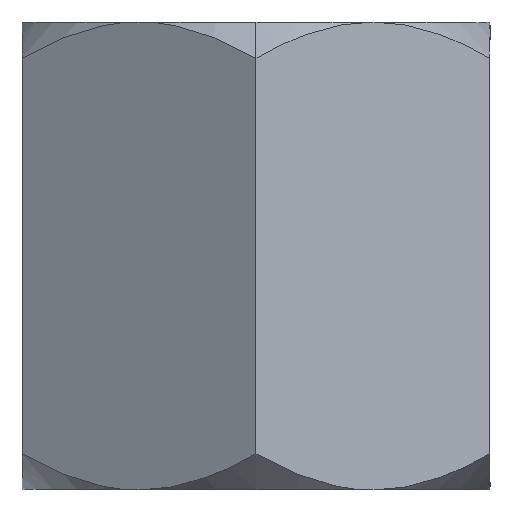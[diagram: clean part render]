
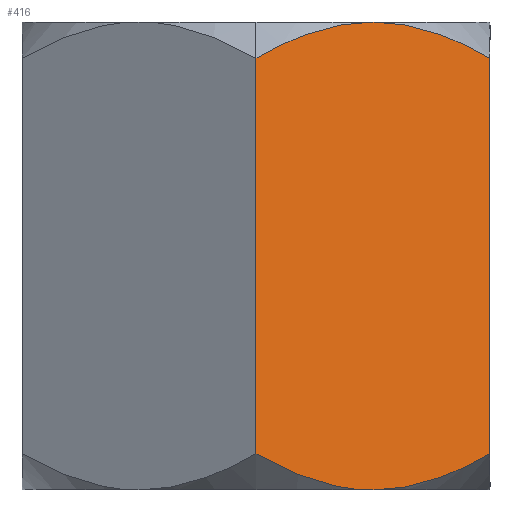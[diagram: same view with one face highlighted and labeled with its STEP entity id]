
A CAD part, left-side view. The second image highlights one B-rep face of the part: STEP entity #416.
In plain terms, the highlighted planar face has unit normal (-0.866, -0.5, 0).
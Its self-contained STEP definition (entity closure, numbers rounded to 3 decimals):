
#76=VECTOR('',#674,1.);
#77=VECTOR('',#676,1.);
#87=LINE('',#548,#76);
#88=LINE('',#562,#77);
#99=PLANE('',#449);
#127=VERTEX_POINT('',#486);
#128=VERTEX_POINT('',#488);
#141=VERTEX_POINT('',#546);
#143=VERTEX_POINT('',#549);
#144=VERTEX_POINT('',#560);
#145=VERTEX_POINT('',#561);
#161=(
BOUNDED_CURVE()
B_SPLINE_CURVE(2,(#489,#490,#491),.UNSPECIFIED.,.F.,.U.)
B_SPLINE_CURVE_WITH_KNOTS((3,3),(1.758,3.303),
 .UNSPECIFIED.)
CURVE()
GEOMETRIC_REPRESENTATION_ITEM()
RATIONAL_B_SPLINE_CURVE((1.103,1.103,1.023))
REPRESENTATION_ITEM('')
);
#173=(
BOUNDED_CURVE()
B_SPLINE_CURVE(2,(#557,#558,#559),.UNSPECIFIED.,.F.,.U.)
B_SPLINE_CURVE_WITH_KNOTS((3,3),(1.758,3.303),
 .UNSPECIFIED.)
CURVE()
GEOMETRIC_REPRESENTATION_ITEM()
RATIONAL_B_SPLINE_CURVE((1.103,1.103,1.023))
REPRESENTATION_ITEM('')
);
#174=(
BOUNDED_CURVE()
B_SPLINE_CURVE(2,(#563,#564,#565),.UNSPECIFIED.,.F.,.U.)
B_SPLINE_CURVE_WITH_KNOTS((3,3),(1.758,3.303),
 .UNSPECIFIED.)
CURVE()
GEOMETRIC_REPRESENTATION_ITEM()
RATIONAL_B_SPLINE_CURVE((1.103,1.103,1.023))
REPRESENTATION_ITEM('')
);
#175=(
BOUNDED_CURVE()
B_SPLINE_CURVE(2,(#566,#567,#568),.UNSPECIFIED.,.F.,.U.)
B_SPLINE_CURVE_WITH_KNOTS((3,3),(0.214,1.758),
 .UNSPECIFIED.)
CURVE()
GEOMETRIC_REPRESENTATION_ITEM()
RATIONAL_B_SPLINE_CURVE((1.023,1.103,1.103))
REPRESENTATION_ITEM('')
);
#186=EDGE_CURVE('',#127,#128,#161,.F.);
#205=EDGE_CURVE('',#143,#141,#87,.F.);
#208=EDGE_CURVE('',#144,#145,#173,.F.);
#209=EDGE_CURVE('',#127,#144,#88,.F.);
#210=EDGE_CURVE('',#128,#143,#174,.T.);
#211=EDGE_CURVE('',#145,#141,#175,.F.);
#273=ORIENTED_EDGE('',*,*,#208,.F.);
#274=ORIENTED_EDGE('',*,*,#209,.F.);
#275=ORIENTED_EDGE('',*,*,#186,.T.);
#276=ORIENTED_EDGE('',*,*,#210,.T.);
#277=ORIENTED_EDGE('',*,*,#205,.T.);
#278=ORIENTED_EDGE('',*,*,#211,.F.);
#363=EDGE_LOOP('',(#273,#274,#275,#276,#277,#278));
#390=FACE_BOUND('',#363,.T.);
#416=ADVANCED_FACE('',(#390),#99,.F.);
#449=AXIS2_PLACEMENT_3D('',#556,#675,$);
#486=CARTESIAN_POINT('',(-1.443,-2.5,2.113));
#488=CARTESIAN_POINT('',(-2.165,-1.25,2.5));
#489=CARTESIAN_POINT('',(-2.165,-1.25,2.5));
#490=CARTESIAN_POINT('',(-1.83,-1.83,2.5));
#491=CARTESIAN_POINT('',(-1.443,-2.5,2.113));
#546=CARTESIAN_POINT('',(-2.887,0.,-2.113));
#548=CARTESIAN_POINT('',(-2.887,0.,2.5));
#549=CARTESIAN_POINT('',(-2.887,0.,2.113));
#556=CARTESIAN_POINT('',(-2.887,0.,2.5));
#557=CARTESIAN_POINT('',(-2.165,-1.25,-2.5));
#558=CARTESIAN_POINT('',(-1.83,-1.83,-2.5));
#559=CARTESIAN_POINT('',(-1.443,-2.5,-2.113));
#560=CARTESIAN_POINT('',(-1.443,-2.5,-2.113));
#561=CARTESIAN_POINT('',(-2.165,-1.25,-2.5));
#562=CARTESIAN_POINT('',(-1.443,-2.5,2.5));
#563=CARTESIAN_POINT('',(-2.165,-1.25,2.5));
#564=CARTESIAN_POINT('',(-2.5,-0.67,2.5));
#565=CARTESIAN_POINT('',(-2.887,0.,2.113));
#566=CARTESIAN_POINT('',(-2.887,0.,-2.113));
#567=CARTESIAN_POINT('',(-2.5,-0.67,-2.5));
#568=CARTESIAN_POINT('',(-2.165,-1.25,-2.5));
#674=DIRECTION('',(0.,0.,1.));
#675=DIRECTION('',(0.866,0.5,0.));
#676=DIRECTION('',(0.,0.,1.));
